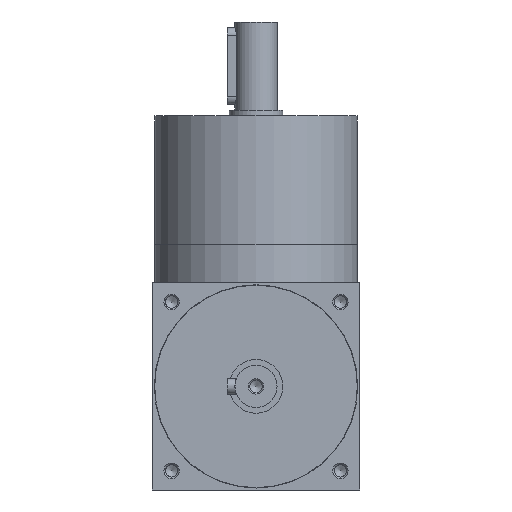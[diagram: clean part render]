
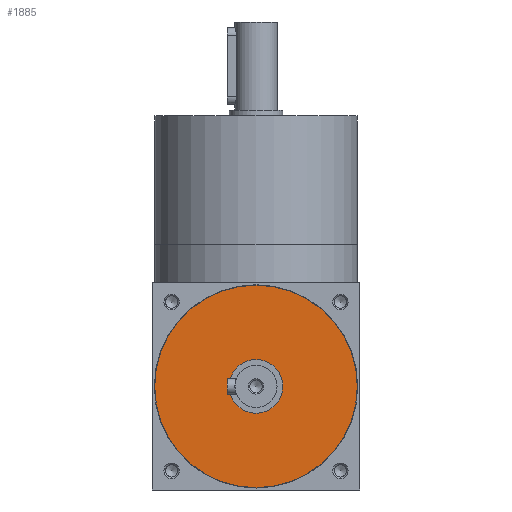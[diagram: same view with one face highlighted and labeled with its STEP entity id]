
A CAD part, left-side view. The second image highlights one B-rep face of the part: STEP entity #1885.
In plain terms, the highlighted planar face has unit normal (-1, 0, 0).
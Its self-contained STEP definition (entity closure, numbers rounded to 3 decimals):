
#590=ORIENTED_EDGE('',*,*,#944,.T.);
#591=ORIENTED_EDGE('',*,*,#946,.F.);
#944=EDGE_CURVE('',#1122,#1122,#1245,.T.);
#946=EDGE_CURVE('',#1124,#1124,#1247,.T.);
#1122=VERTEX_POINT('',#3433);
#1124=VERTEX_POINT('',#3439);
#1245=CIRCLE('',#2221,7.);
#1247=CIRCLE('',#2225,26.4);
#1410=EDGE_LOOP('',(#590));
#1411=EDGE_LOOP('',(#591));
#1665=FACE_BOUND('',#1410,.T.);
#1666=FACE_BOUND('',#1411,.T.);
#1816=PLANE('',#2227);
#1885=ADVANCED_FACE('',(#1665,#1666),#1816,.T.);
#2221=AXIS2_PLACEMENT_3D('',#3432,#2817,#2818);
#2225=AXIS2_PLACEMENT_3D('',#3438,#2825,#2826);
#2227=AXIS2_PLACEMENT_3D('',#3442,#2829,#2830);
#2817=DIRECTION('',(1.,0.,0.));
#2818=DIRECTION('',(0.,0.,-1.));
#2825=DIRECTION('',(1.,0.,0.));
#2826=DIRECTION('',(0.,0.,-1.));
#2829=DIRECTION('',(-1.,0.,0.));
#2830=DIRECTION('',(0.,0.,1.));
#3432=CARTESIAN_POINT('',(-70.5,0.,0.));
#3433=CARTESIAN_POINT('',(-70.5,0.,-7.));
#3438=CARTESIAN_POINT('',(-70.5,0.,0.));
#3439=CARTESIAN_POINT('',(-70.5,0.,-26.4));
#3442=CARTESIAN_POINT('',(-70.5,26.4,0.));
